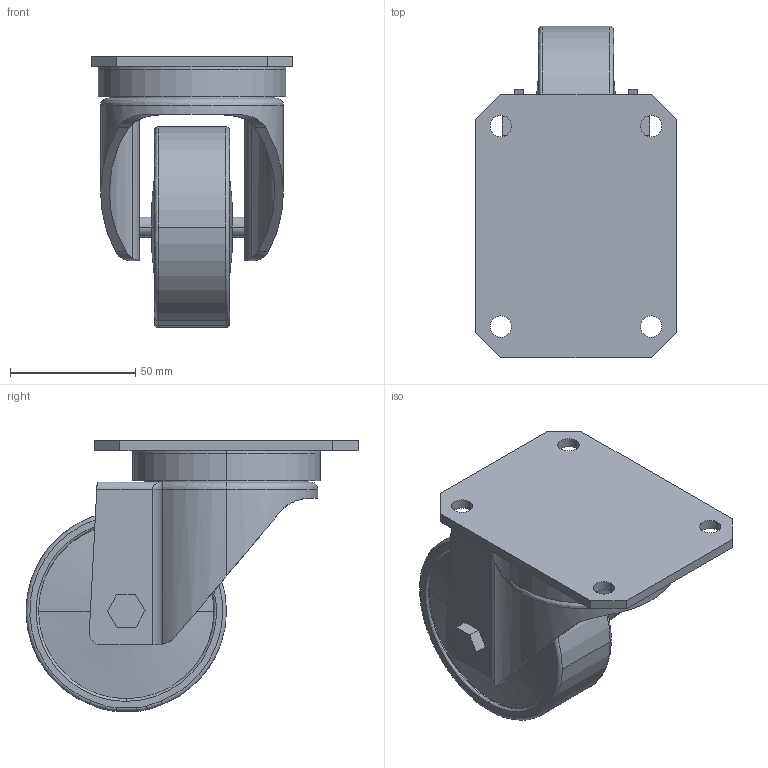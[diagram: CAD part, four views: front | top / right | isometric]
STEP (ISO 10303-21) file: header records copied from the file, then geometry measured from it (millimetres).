
FILE_DESCRIPTION (( 'STEP AP214' ), '1' );
FILE_NAME ('7420210', '2019-02-04T12:25:17', ( '' ), ('JUGARD+KÜNSTNER GmbH'), 'SwSTEP 2.0', 'SolidWorks 2017', '' );
FILE_SCHEMA (( 'AUTOMOTIVE_DESIGN' ));
Length unit declared in the file: millimetre
Products named in the file (1): 7420210_CNAJF00
Bounding box: 80 x 132.5 x 108 mm (x, y, z)
Volume: 228572.8 mm3; surface area: 63573.2 mm2
Topology: 1 solids, 1 shells, 124 faces, 314 edges, 201 vertices
Faces by surface type: cylinder 53, plane 44, bspline 23, cone 4
Entity records: 6221 total; most frequent: CARTESIAN_POINT 1926, ORIENTED_EDGE 624, DIRECTION 580, EDGE_CURVE 312, AXIS2_PLACEMENT_3D 219, VERTEX_POINT 201, EDGE_LOOP 145, LINE 142
